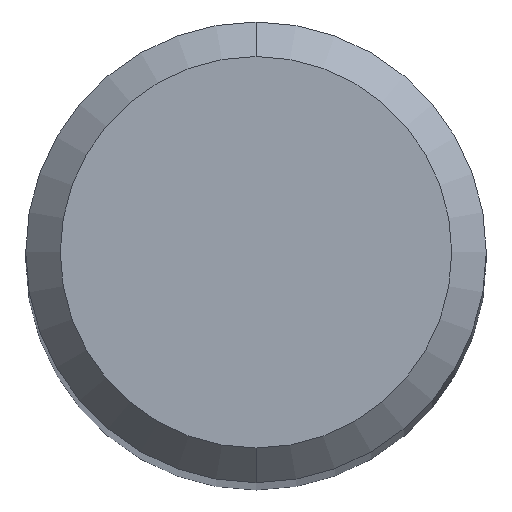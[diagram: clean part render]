
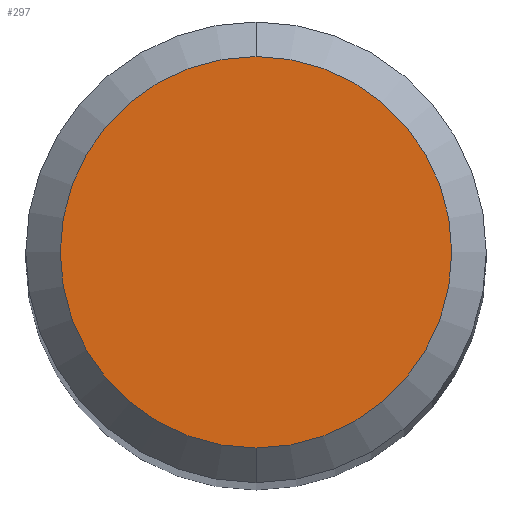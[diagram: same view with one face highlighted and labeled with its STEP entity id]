
A CAD part, top view. The second image highlights one B-rep face of the part: STEP entity #297.
In plain terms, the highlighted planar face has unit normal (0, 0, 1).
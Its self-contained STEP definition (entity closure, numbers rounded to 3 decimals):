
#297=ADVANCED_FACE('',(#735),#736,.T.);
#299=VERTEX_POINT('',#738);
#315=VERTEX_POINT('',#754);
#437=EDGE_CURVE('',#315,#299,#889,.T.);
#519=EDGE_CURVE('',#299,#315,#979,.T.);
#735=FACE_OUTER_BOUND('',#1220,.T.);
#736=PLANE('',#1221);
#738=CARTESIAN_POINT('',(0.0,1.7,0.0));
#754=CARTESIAN_POINT('',(0.,-1.7,0.0));
#889=CIRCLE('',#1495,1.7);
#979=CIRCLE('',#1647,1.7);
#1220=EDGE_LOOP('',(#2006,#2007));
#1221=AXIS2_PLACEMENT_3D('',#2008,#2009,#2010);
#1495=AXIS2_PLACEMENT_3D('',#2222,#2223,#2224);
#1647=AXIS2_PLACEMENT_3D('',#2337,#2338,#2339);
#2006=ORIENTED_EDGE('',*,*,#519,.F.);
#2007=ORIENTED_EDGE('',*,*,#437,.F.);
#2008=CARTESIAN_POINT('',(0.0,0.85,0.0));
#2009=DIRECTION('',(-0.0,0.0,1.0));
#2010=DIRECTION('',(0.0,-1.0,0.0));
#2222=CARTESIAN_POINT('',(0.0,0.0,0.0));
#2223=DIRECTION('',(0.0,0.0,-1.0));
#2224=DIRECTION('',(0.0,1.0,0.0));
#2337=CARTESIAN_POINT('',(0.0,0.0,0.0));
#2338=DIRECTION('',(0.0,0.0,-1.0));
#2339=DIRECTION('',(0.0,1.0,0.0));
